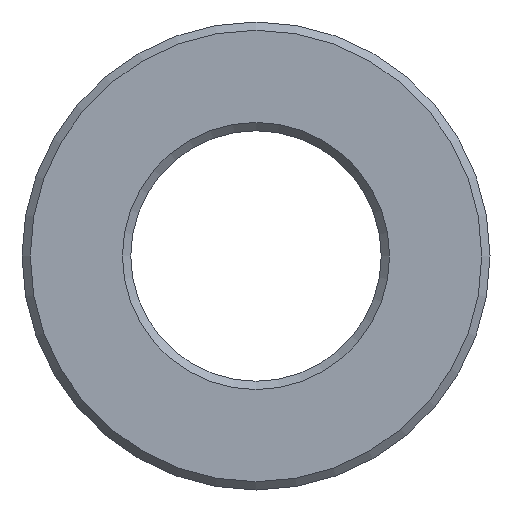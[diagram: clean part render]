
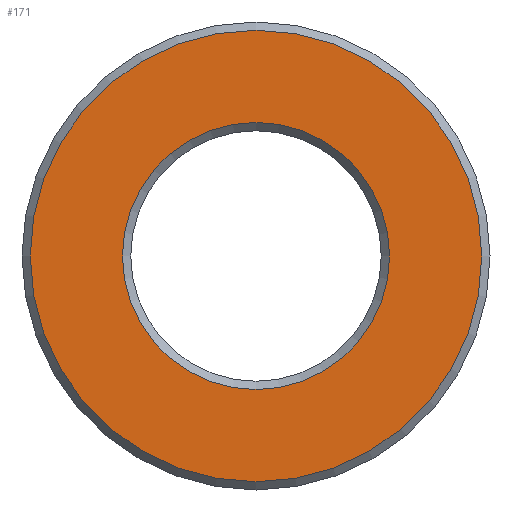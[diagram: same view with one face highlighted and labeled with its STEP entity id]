
A CAD part, left-side view. The second image highlights one B-rep face of the part: STEP entity #171.
In plain terms, the highlighted planar face has unit normal (-1, 0, 0).
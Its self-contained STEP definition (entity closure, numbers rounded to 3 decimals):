
#137=CARTESIAN_POINT('',(-9.144,6.972,0.0));
#138=VERTEX_POINT('',#137);
#139=CARTESIAN_POINT('',(-9.144,0.0,0.0));
#140=DIRECTION('',(1.0,0.0,0.0));
#141=DIRECTION('',(0.0,1.0,0.0));
#142=AXIS2_PLACEMENT_3D('',#139,#140,#141);
#143=CIRCLE('',#142,6.972);
#144=EDGE_CURVE('',#138,#138,#143,.T.);
#152=CARTESIAN_POINT('',(-9.144,9.379,0.0));
#153=DIRECTION('',(-1.0,0.0,0.0));
#154=DIRECTION('',(0.0,0.0,1.0));
#155=AXIS2_PLACEMENT_3D('',#152,#153,#154);
#156=PLANE('',#155);
#157=CARTESIAN_POINT('',(-9.144,11.786,0.0));
#158=VERTEX_POINT('',#157);
#159=CARTESIAN_POINT('',(-9.144,0.0,0.0));
#160=DIRECTION('',(1.0,0.0,0.0));
#161=DIRECTION('',(0.0,1.0,0.0));
#162=AXIS2_PLACEMENT_3D('',#159,#160,#161);
#163=CIRCLE('',#162,11.786);
#164=EDGE_CURVE('',#158,#158,#163,.T.);
#165=ORIENTED_EDGE('',*,*,#164,.F.);
#166=EDGE_LOOP('',(#165));
#167=FACE_OUTER_BOUND('',#166,.T.);
#168=ORIENTED_EDGE('',*,*,#144,.T.);
#169=EDGE_LOOP('',(#168));
#170=FACE_BOUND('',#169,.T.);
#171=ADVANCED_FACE('',(#167,#170),#156,.T.);
